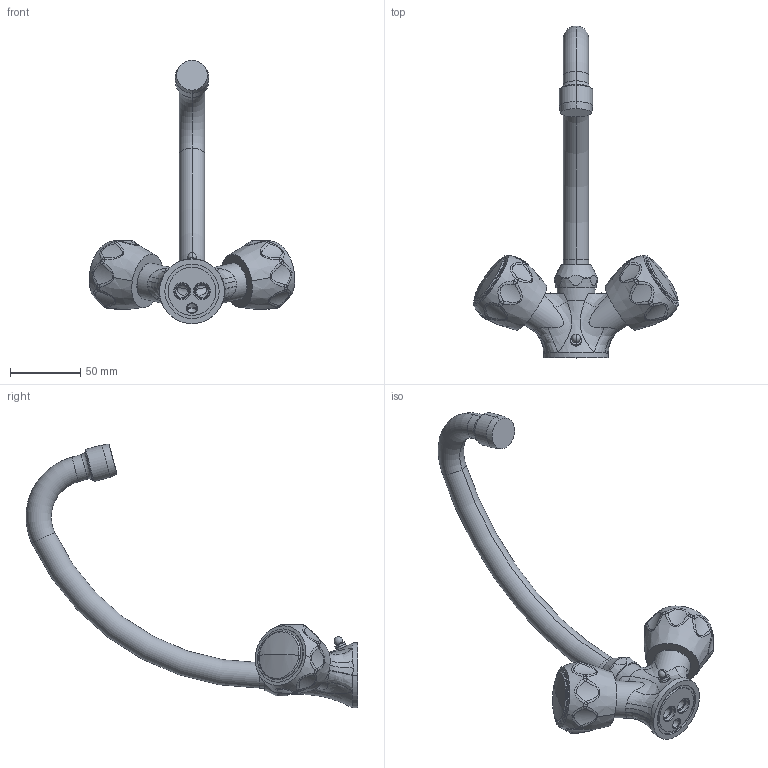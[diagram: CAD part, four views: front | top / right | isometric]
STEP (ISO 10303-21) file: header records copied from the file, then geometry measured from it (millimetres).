
FILE_DESCRIPTION((''),'2;1');
FILE_NAME('DA074CR','2021-11-09T12:56:48',('ut3'),('PAFFONI SpA'),'CREO PARAMETRIC BY PTC INC, 2020044','CREO PARAMETRIC BY PTC INC, 2020044','');
FILE_SCHEMA(('CONFIG_CONTROL_DESIGN','SHAPE_APPEARANCE_LAYERS_GROUPS'));
Length unit declared in the file: millimetre
Products named in the file (1): DA074CR
Bounding box: 145.82 x 235.33 x 186.94 mm (x, y, z)
Volume: 249494.7 mm3; surface area: 56349.8 mm2
Topology: 1 solids, 1 shells, 373 faces, 851 edges, 493 vertices
Faces by surface type: cylinder 100, bspline 97, torus 84, cone 46, plane 40, sphere 6
Entity records: 24956 total; most frequent: CARTESIAN_POINT 14529, ORIENTED_EDGE 1674, DIRECTION 1594, EDGE_CURVE 837, AXIS2_PLACEMENT_3D 735, VERTEX_POINT 493, CIRCLE 459, EDGE_LOOP 402
